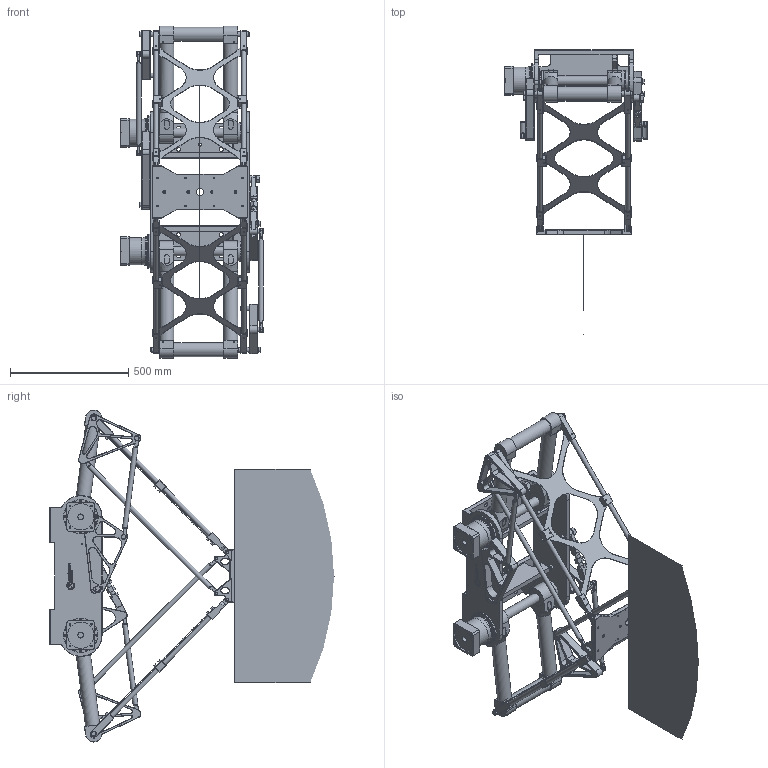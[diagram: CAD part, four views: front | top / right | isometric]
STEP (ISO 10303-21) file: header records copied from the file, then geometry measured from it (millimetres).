
FILE_DESCRIPTION(/* description */ (''),/* implementation_level */ '2;1');
FILE_NAME(/* name */ '3D-model_A_00090.stp',/* time_stamp */ '2023-11-07T14:14:22+01:00',/* author */ ('michael.schutter'),/* organization */ ('Majatronic'),/* preprocessor_version */ 'ST-DEVELOPER v19.2',/* originating_system */ 'Autodesk Inventor 2023',/* authorisation */ '');
FILE_SCHEMA (('AUTOMOTIVE_DESIGN { 1 0 10303 214 3 1 1 }'));
Products named in the file (15): MT_BGR00014364MT_BGR; MT_WST00040997MT_WST; MT_BGR00018059MT_BGR; MT_WST00040267MT_WST; MT_WST00055630MT_WST; MT_WST00040279MT_WST; MT_WST00041012MT_WST; MT_WST00053810MT_WST; MT_WST00040287MT_WST; MT_WST00040294MT_WST; MT_WST00053812MT_WST; MT_WST00053814MT_WST; MT_WST00053815MT_WST; MT_WST00053817MT_WST; MT_WST00053819MT_WST
Assembly tree (22 placements, depth 3):
  MT_BGR00014364MT_BGR
    MT_WST00040997MT_WST
    MT_BGR00018059MT_BGR
      MT_WST00040267MT_WST
      MT_WST00055630MT_WST  x2
    MT_WST00040279MT_WST
    MT_WST00041012MT_WST  x2
    MT_WST00040287MT_WST  x2
    MT_WST00053810MT_WST  x2
    MT_WST00040294MT_WST  x2
    MT_WST00053812MT_WST
    MT_WST00053814MT_WST
    MT_WST00053815MT_WST  x2
    MT_WST00053817MT_WST  x2
    MT_WST00053819MT_WST  x2
Bounding box: 607.01 x 1200 x 1402.7 mm (x, y, z)
Volume: 27644018.7 mm3; surface area: 4007857.6 mm2
Topology: 25 solids, 49 shells, 3712 faces, 8476 edges, 5226 vertices
Faces by surface type: plane 2052, cylinder 946, cone 576, torus 100, bspline 38
Full cylindrical faces by diameter (mm): 4 x4, 4.917 x38, 5 x36, 6.4 x8, 6.647 x40, 6.917 x8, 7 x24, 8 x32, 8.5 x64, 9 x8, 10 x2, 12 x27, 17.5 x8, 18 x24, 20 x36, 23 x6, 24 x4, 29 x1, 30 x2, 40 x2, 50 x2, 60 x7, 68 x2, 80 x6, 85 x4, 110 x4, 111 x2, 115 x2, 115.4 x2, 120 x4
Entity records: 85284 total; most frequent: CARTESIAN_POINT 18542, DIRECTION 14021, ORIENTED_EDGE 12884, EDGE_CURVE 6442, AXIS2_PLACEMENT_3D 4914, LINE 4193, VECTOR 4193, VERTEX_POINT 3996
